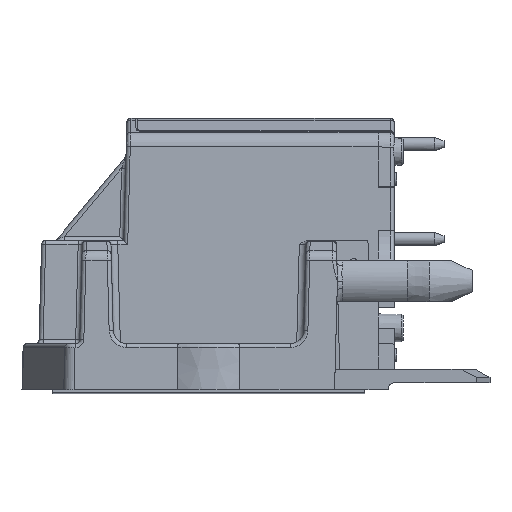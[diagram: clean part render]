
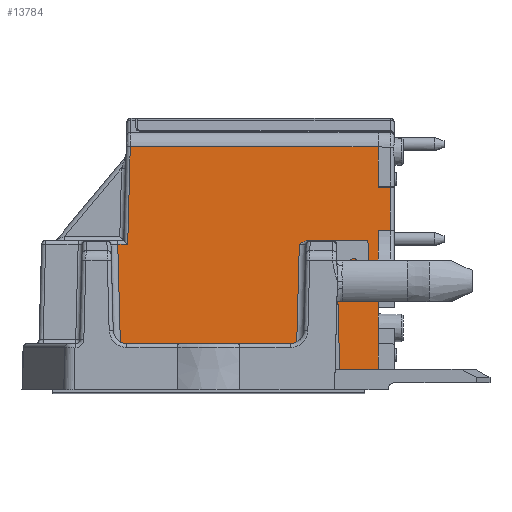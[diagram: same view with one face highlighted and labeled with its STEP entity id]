
A CAD part, left-side view. The second image highlights one B-rep face of the part: STEP entity #13784.
In plain terms, the highlighted planar face has unit normal (-1, 0, 0.026).
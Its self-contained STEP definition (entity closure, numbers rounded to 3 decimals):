
#482=ELLIPSE('',#14697,0.3,0.3);
#738=B_SPLINE_CURVE_WITH_KNOTS('',3,(#20571,#20572,#20573,#20574,#20575,
#20576,#20577,#20578,#20579,#20580,#20581,#20582,#20583,#20584,#20585,#20586,
#20587,#20588,#20589,#20590,#20591,#20592,#20593,#20594),.UNSPECIFIED.,
 .F.,.F.,(4,2,1,1,2,2,2,2,1,1,2,2,2,4),(-0.001,-0.001,
-0.001,-0.001,-0.001,0.,
0.,0.,0.,0.,
0.,0.,0.,0.),
 .UNSPECIFIED.);
#877=LINE('',#20558,#2041);
#878=LINE('',#20561,#2042);
#879=LINE('',#20563,#2043);
#880=LINE('',#20565,#2044);
#881=LINE('',#20567,#2045);
#882=LINE('',#20569,#2046);
#883=LINE('',#20596,#2047);
#884=LINE('',#20600,#2048);
#885=LINE('',#20602,#2049);
#886=LINE('',#20604,#2050);
#887=LINE('',#20606,#2051);
#888=LINE('',#20608,#2052);
#889=LINE('',#20610,#2053);
#890=LINE('',#20612,#2054);
#891=LINE('',#20614,#2055);
#892=LINE('',#20616,#2056);
#893=LINE('',#20618,#2057);
#894=LINE('',#20620,#2058);
#2041=VECTOR('',#16268,1000.);
#2042=VECTOR('',#16269,1000.);
#2043=VECTOR('',#16270,1000.);
#2044=VECTOR('',#16271,1000.);
#2045=VECTOR('',#16272,1000.);
#2046=VECTOR('',#16273,1000.);
#2047=VECTOR('',#16274,1000.);
#2048=VECTOR('',#16277,1000.);
#2049=VECTOR('',#16278,1000.);
#2050=VECTOR('',#16279,1000.);
#2051=VECTOR('',#16280,1000.);
#2052=VECTOR('',#16281,1000.);
#2053=VECTOR('',#16282,1000.);
#2054=VECTOR('',#16283,1000.);
#2055=VECTOR('',#16284,1000.);
#2056=VECTOR('',#16285,1000.);
#2057=VECTOR('',#16286,1000.);
#2058=VECTOR('',#16287,1000.);
#3207=ORIENTED_EDGE('',*,*,#7309,.T.);
#3208=ORIENTED_EDGE('',*,*,#7310,.T.);
#3209=ORIENTED_EDGE('',*,*,#7311,.T.);
#3210=ORIENTED_EDGE('',*,*,#7312,.T.);
#3211=ORIENTED_EDGE('',*,*,#7313,.T.);
#3212=ORIENTED_EDGE('',*,*,#7314,.T.);
#3213=ORIENTED_EDGE('',*,*,#7315,.T.);
#3214=ORIENTED_EDGE('',*,*,#7316,.T.);
#3215=ORIENTED_EDGE('',*,*,#7317,.T.);
#3216=ORIENTED_EDGE('',*,*,#7318,.T.);
#3217=ORIENTED_EDGE('',*,*,#7319,.T.);
#3218=ORIENTED_EDGE('',*,*,#7320,.T.);
#3219=ORIENTED_EDGE('',*,*,#7321,.F.);
#3220=ORIENTED_EDGE('',*,*,#7322,.F.);
#3221=ORIENTED_EDGE('',*,*,#7323,.F.);
#3222=ORIENTED_EDGE('',*,*,#7324,.T.);
#3223=ORIENTED_EDGE('',*,*,#7325,.T.);
#3224=ORIENTED_EDGE('',*,*,#7326,.F.);
#3225=ORIENTED_EDGE('',*,*,#7327,.F.);
#3226=ORIENTED_EDGE('',*,*,#7328,.F.);
#7309=EDGE_CURVE('',#9360,#9361,#877,.T.);
#7310=EDGE_CURVE('',#9361,#9362,#878,.T.);
#7311=EDGE_CURVE('',#9362,#9363,#879,.T.);
#7312=EDGE_CURVE('',#9363,#9364,#880,.T.);
#7313=EDGE_CURVE('',#9364,#9365,#881,.T.);
#7314=EDGE_CURVE('',#9365,#9366,#882,.T.);
#7315=EDGE_CURVE('',#9366,#9367,#738,.T.);
#7316=EDGE_CURVE('',#9367,#9368,#883,.T.);
#7317=EDGE_CURVE('',#9368,#9369,#482,.T.);
#7318=EDGE_CURVE('',#9369,#9370,#884,.T.);
#7319=EDGE_CURVE('',#9370,#9371,#885,.T.);
#7320=EDGE_CURVE('',#9371,#9372,#886,.T.);
#7321=EDGE_CURVE('',#9373,#9372,#887,.T.);
#7322=EDGE_CURVE('',#9374,#9373,#888,.T.);
#7323=EDGE_CURVE('',#9375,#9374,#889,.T.);
#7324=EDGE_CURVE('',#9375,#9376,#890,.T.);
#7325=EDGE_CURVE('',#9376,#9377,#891,.T.);
#7326=EDGE_CURVE('',#9378,#9377,#892,.T.);
#7327=EDGE_CURVE('',#9379,#9378,#893,.T.);
#7328=EDGE_CURVE('',#9360,#9379,#894,.T.);
#9360=VERTEX_POINT('',#20559);
#9361=VERTEX_POINT('',#20560);
#9362=VERTEX_POINT('',#20562);
#9363=VERTEX_POINT('',#20564);
#9364=VERTEX_POINT('',#20566);
#9365=VERTEX_POINT('',#20568);
#9366=VERTEX_POINT('',#20570);
#9367=VERTEX_POINT('',#20595);
#9368=VERTEX_POINT('',#20597);
#9369=VERTEX_POINT('',#20599);
#9370=VERTEX_POINT('',#20601);
#9371=VERTEX_POINT('',#20603);
#9372=VERTEX_POINT('',#20605);
#9373=VERTEX_POINT('',#20607);
#9374=VERTEX_POINT('',#20609);
#9375=VERTEX_POINT('',#20611);
#9376=VERTEX_POINT('',#20613);
#9377=VERTEX_POINT('',#20615);
#9378=VERTEX_POINT('',#20617);
#9379=VERTEX_POINT('',#20619);
#11199=EDGE_LOOP('',(#3207,#3208,#3209,#3210,#3211,#3212,#3213,#3214,#3215,
#3216,#3217,#3218,#3219,#3220,#3221,#3222,#3223,#3224,#3225,#3226));
#12274=FACE_BOUND('',#11199,.T.);
#13349=PLANE('',#14696);
#13784=ADVANCED_FACE('',(#12274),#13349,.T.);
#14696=AXIS2_PLACEMENT_3D('',#20557,#16266,#16267);
#14697=AXIS2_PLACEMENT_3D('',#20598,#16275,#16276);
#16266=DIRECTION('',(-1.,0.,0.026));
#16267=DIRECTION('',(0.,1.,0.));
#16268=DIRECTION('',(0.,1.,0.));
#16269=DIRECTION('',(-0.026,0.026,-0.999));
#16270=DIRECTION('',(0.,1.,0.));
#16271=DIRECTION('',(-0.026,-0.026,-0.999));
#16272=DIRECTION('',(0.,-1.,0.));
#16273=DIRECTION('',(0.026,-0.026,0.999));
#16274=DIRECTION('',(0.,-1.,0.));
#16275=DIRECTION('',(1.,0.,-0.026));
#16276=DIRECTION('',(0.026,0.,1.));
#16277=DIRECTION('',(-0.026,-0.026,-0.999));
#16278=DIRECTION('',(-0.026,-0.026,-0.999));
#16279=DIRECTION('',(0.,-1.,0.));
#16280=DIRECTION('',(-0.026,0.,-1.));
#16281=DIRECTION('',(-0.026,0.,-1.));
#16282=DIRECTION('',(-0.026,0.,-1.));
#16283=DIRECTION('',(0.,-1.,0.));
#16284=DIRECTION('',(0.026,0.,1.));
#16285=DIRECTION('',(0.,-1.,0.));
#16286=DIRECTION('',(-0.026,0.,-1.));
#16287=DIRECTION('',(-0.026,0.,-1.));
#20557=CARTESIAN_POINT('',(-30.5,0.,3.4));
#20558=CARTESIAN_POINT('',(-30.12,0.,17.898));
#20559=CARTESIAN_POINT('',(-30.12,-12.5,17.898));
#20560=CARTESIAN_POINT('',(-30.12,5.769,17.898));
#20561=CARTESIAN_POINT('',(-30.496,6.145,3.561));
#20562=CARTESIAN_POINT('',(-30.309,5.958,10.708));
#20563=CARTESIAN_POINT('',(-30.309,6.699,10.708));
#20564=CARTESIAN_POINT('',(-30.309,6.692,10.708));
#20565=CARTESIAN_POINT('',(-30.5,6.501,3.413));
#20566=CARTESIAN_POINT('',(-30.5,6.5,3.4));
#20567=CARTESIAN_POINT('',(-30.5,0.,3.4));
#20568=CARTESIAN_POINT('',(-30.5,-6.5,3.4));
#20569=CARTESIAN_POINT('',(-30.301,-6.7,11.013));
#20570=CARTESIAN_POINT('',(-30.309,-6.692,10.708));
#20571=CARTESIAN_POINT('',(-30.309,-6.692,10.708));
#20572=CARTESIAN_POINT('',(-30.309,-6.697,10.712));
#20573=CARTESIAN_POINT('',(-30.308,-6.703,10.717));
#20574=CARTESIAN_POINT('',(-30.308,-6.715,10.726));
#20575=CARTESIAN_POINT('',(-30.308,-6.732,10.739));
#20576=CARTESIAN_POINT('',(-30.307,-6.772,10.77));
#20577=CARTESIAN_POINT('',(-30.306,-6.807,10.796));
#20578=CARTESIAN_POINT('',(-30.306,-6.843,10.821));
#20579=CARTESIAN_POINT('',(-30.305,-6.855,10.829));
#20580=CARTESIAN_POINT('',(-30.305,-6.879,10.845));
#20581=CARTESIAN_POINT('',(-30.305,-6.891,10.853));
#20582=CARTESIAN_POINT('',(-30.304,-6.928,10.876));
#20583=CARTESIAN_POINT('',(-30.304,-6.953,10.891));
#20584=CARTESIAN_POINT('',(-30.303,-7.004,10.919));
#20585=CARTESIAN_POINT('',(-30.303,-7.042,10.938));
#20586=CARTESIAN_POINT('',(-30.302,-7.09,10.957));
#20587=CARTESIAN_POINT('',(-30.302,-7.11,10.964));
#20588=CARTESIAN_POINT('',(-30.302,-7.124,10.969));
#20589=CARTESIAN_POINT('',(-30.302,-7.131,10.971));
#20590=CARTESIAN_POINT('',(-30.301,-7.166,10.982));
#20591=CARTESIAN_POINT('',(-30.301,-7.194,10.988));
#20592=CARTESIAN_POINT('',(-30.301,-7.251,10.997));
#20593=CARTESIAN_POINT('',(-30.301,-7.28,11.));
#20594=CARTESIAN_POINT('',(-30.301,-7.31,11.));
#20595=CARTESIAN_POINT('',(-30.301,-7.31,11.));
#20596=CARTESIAN_POINT('',(-30.301,0.,11.));
#20597=CARTESIAN_POINT('',(-30.301,-9.129,11.));
#20598=CARTESIAN_POINT('',(-30.309,-9.129,10.7));
#20599=CARTESIAN_POINT('',(-30.309,-9.429,10.708));
#20600=CARTESIAN_POINT('',(-30.385,-9.506,7.775));
#20601=CARTESIAN_POINT('',(-30.55,-9.67,1.509));
#20602=CARTESIAN_POINT('',(-30.439,-9.56,5.725));
#20603=CARTESIAN_POINT('',(-30.55,-9.67,1.5));
#20604=CARTESIAN_POINT('',(-30.55,79.285,1.5));
#20605=CARTESIAN_POINT('',(-30.55,-12.5,1.5));
#20606=CARTESIAN_POINT('',(-30.327,-12.5,9.998));
#20607=CARTESIAN_POINT('',(-30.5,-12.5,3.4));
#20608=CARTESIAN_POINT('',(-30.301,-12.5,10.995));
#20609=CARTESIAN_POINT('',(-30.431,-12.5,6.039));
#20610=CARTESIAN_POINT('',(-30.301,-12.5,10.995));
#20611=CARTESIAN_POINT('',(-30.281,-12.5,11.747));
#20612=CARTESIAN_POINT('',(-30.281,62.047,11.747));
#20613=CARTESIAN_POINT('',(-30.281,-13.4,11.747));
#20614=CARTESIAN_POINT('',(-30.199,-13.4,14.907));
#20615=CARTESIAN_POINT('',(-30.199,-13.4,14.907));
#20616=CARTESIAN_POINT('',(-30.199,142.569,14.907));
#20617=CARTESIAN_POINT('',(-30.199,-12.5,14.907));
#20618=CARTESIAN_POINT('',(-30.301,-12.5,10.995));
#20619=CARTESIAN_POINT('',(-30.196,-12.5,15.01));
#20620=CARTESIAN_POINT('',(-30.327,-12.5,9.998));
